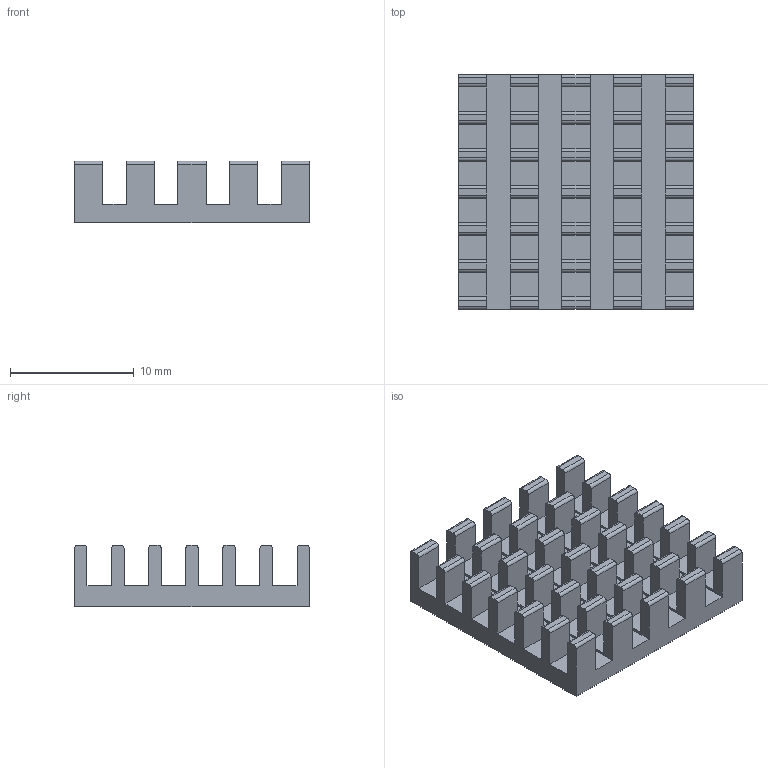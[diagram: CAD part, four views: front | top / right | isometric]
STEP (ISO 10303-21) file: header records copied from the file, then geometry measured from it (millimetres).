
FILE_DESCRIPTION(('FreeCAD Model'),'2;1');
FILE_NAME( 'heat-sink-19x19x5mm.step', '2015-01-28T23:07:32',('FreeCAD'),('FreeCAD'), 'Open CASCADE STEP processor 6.7','FreeCAD','Unknown');
FILE_SCHEMA(('AUTOMOTIVE_DESIGN_CC2 { 1 2 10303 214 -1 1 5 4 }'));
Length unit declared in the file: millimetre
Products named in the file (1): Fillet
Bounding box: 19 x 19 x 5 mm (x, y, z)
Volume: 846 mm3; surface area: 1617.2 mm2
Topology: 1 solids, 1 shells, 212 faces, 630 edges, 420 vertices
Faces by surface type: plane 142, cylinder 70
Entity records: 15227 total; most frequent: CARTESIAN_POINT 3231, DIRECTION 2098, LINE 1322, VECTOR 1322, ORIENTED_EDGE 1260, PCURVE 1260, DEFINITIONAL_REPRESENTATION 1260, EDGE_CURVE 630
